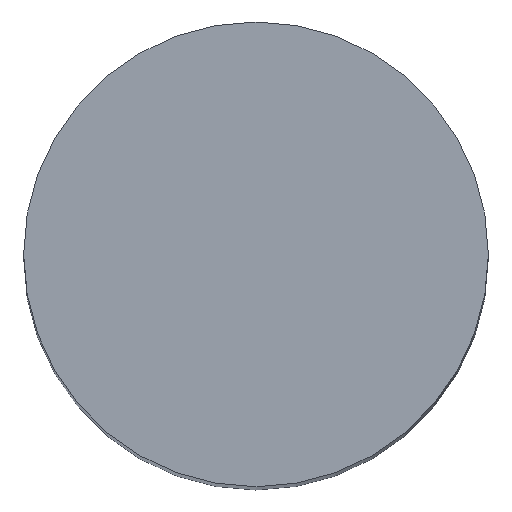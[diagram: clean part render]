
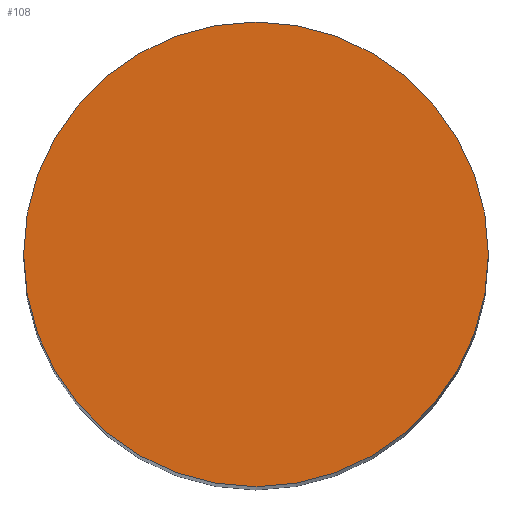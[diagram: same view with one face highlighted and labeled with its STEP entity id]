
A CAD part, top view. The second image highlights one B-rep face of the part: STEP entity #108.
In plain terms, the highlighted planar face has unit normal (0, 0, 1).
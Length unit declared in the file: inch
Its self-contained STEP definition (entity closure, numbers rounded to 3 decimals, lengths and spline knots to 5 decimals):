
#8 = DIRECTION ( 'NONE',  ( 1., 0., 0. ) ) ;
#11 = CARTESIAN_POINT ( 'NONE',  ( -0.185, 0., 1.5 ) ) ;
#17 = ORIENTED_EDGE ( 'NONE', *, *, #130, .T. ) ;
#18 = ORIENTED_EDGE ( 'NONE', *, *, #49, .T. ) ;
#33 = CARTESIAN_POINT ( 'NONE',  ( 0., 0., 1.5 ) ) ;
#49 = EDGE_CURVE ( 'NONE', #50, #113, #125, .T. ) ;
#50 = VERTEX_POINT ( 'NONE', #146 ) ;
#51 = AXIS2_PLACEMENT_3D ( 'NONE', #83, #115, #58 ) ;
#56 = AXIS2_PLACEMENT_3D ( 'NONE', #33, #104, #8 ) ;
#58 = DIRECTION ( 'NONE',  ( 1., 0., 0. ) ) ;
#76 = EDGE_LOOP ( 'NONE', ( #17, #18 ) ) ;
#80 = CARTESIAN_POINT ( 'NONE',  ( 0., 0., 1.5 ) ) ;
#81 = CIRCLE ( 'NONE', #97, 0.185 ) ;
#83 = CARTESIAN_POINT ( 'NONE',  ( 0., 0., 1.5 ) ) ;
#97 = AXIS2_PLACEMENT_3D ( 'NONE', #80, #121, #144 ) ;
#104 = DIRECTION ( 'NONE',  ( 0., 0., 1. ) ) ;
#108 = ADVANCED_FACE ( 'NONE', ( #134 ), #116, .T. ) ;
#113 = VERTEX_POINT ( 'NONE', #11 ) ;
#115 = DIRECTION ( 'NONE',  ( 0., 0., 1. ) ) ;
#116 = PLANE ( 'NONE',  #56 ) ;
#121 = DIRECTION ( 'NONE',  ( 0., 0., 1. ) ) ;
#125 = CIRCLE ( 'NONE', #51, 0.185 ) ;
#130 = EDGE_CURVE ( 'NONE', #113, #50, #81, .T. ) ;
#134 = FACE_OUTER_BOUND ( 'NONE', #76, .T. ) ;
#144 = DIRECTION ( 'NONE',  ( 1., 0., 0. ) ) ;
#146 = CARTESIAN_POINT ( 'NONE',  ( 0.185, 0., 1.5 ) ) ;
